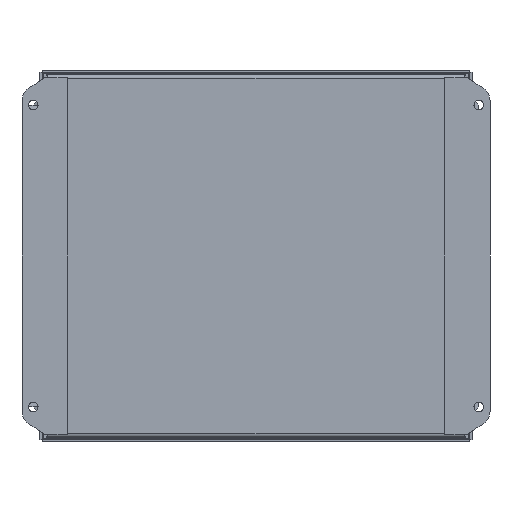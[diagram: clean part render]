
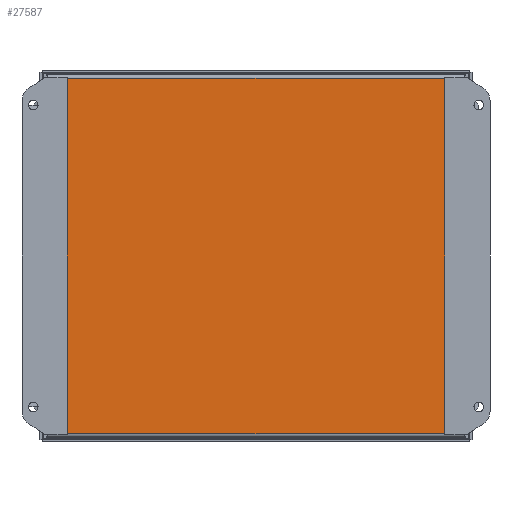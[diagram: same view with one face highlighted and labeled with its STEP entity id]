
A CAD part, left-side view. The second image highlights one B-rep face of the part: STEP entity #27587.
In plain terms, the highlighted face is planar.
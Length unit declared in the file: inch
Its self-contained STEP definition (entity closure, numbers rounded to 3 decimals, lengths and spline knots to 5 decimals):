
#115 = ORIENTED_EDGE ( 'NONE', *, *, #5883, .F. ) ;
#1361 = CARTESIAN_POINT ( 'NONE',  ( -5.892, 0., -6.892 ) ) ;
#1772 = VECTOR ( 'NONE', #2996, 39.37008 ) ;
#1857 = VERTEX_POINT ( 'NONE', #24577 ) ;
#2188 = LINE ( 'NONE', #28318, #1772 ) ;
#2247 = DIRECTION ( 'NONE',  ( -1., 0., 0. ) ) ;
#2618 = AXIS2_PLACEMENT_3D ( 'NONE', #27659, #12673, #4668 ) ;
#2996 = DIRECTION ( 'NONE',  ( 1., 0., 0. ) ) ;
#3256 = VECTOR ( 'NONE', #14018, 39.37008 ) ;
#3834 = ORIENTED_EDGE ( 'NONE', *, *, #32813, .F. ) ;
#4537 = VERTEX_POINT ( 'NONE', #11066 ) ;
#4668 = DIRECTION ( 'NONE',  ( 0., 0., -1. ) ) ;
#5883 = EDGE_CURVE ( 'NONE', #29338, #4537, #2188, .T. ) ;
#5951 = LINE ( 'NONE', #32414, #19448 ) ;
#6149 = CARTESIAN_POINT ( 'NONE',  ( -5.892, 0., -6.892 ) ) ;
#6976 = DIRECTION ( 'NONE',  ( 0., 0., 1. ) ) ;
#7197 = EDGE_CURVE ( 'NONE', #1857, #12213, #24035, .T. ) ;
#7955 = CARTESIAN_POINT ( 'NONE',  ( -5.892, 0., 6.892 ) ) ;
#11066 = CARTESIAN_POINT ( 'NONE',  ( 5.892, 0., -6.892 ) ) ;
#12213 = VERTEX_POINT ( 'NONE', #7955 ) ;
#12673 = DIRECTION ( 'NONE',  ( 0., -1., 0. ) ) ;
#14018 = DIRECTION ( 'NONE',  ( 0., 0., -1. ) ) ;
#14157 = ORIENTED_EDGE ( 'NONE', *, *, #24915, .F. ) ;
#15022 = EDGE_LOOP ( 'NONE', ( #115, #3834, #17395, #14157 ) ) ;
#15663 = VECTOR ( 'NONE', #2247, 39.37008 ) ;
#17395 = ORIENTED_EDGE ( 'NONE', *, *, #7197, .F. ) ;
#19448 = VECTOR ( 'NONE', #6976, 39.37008 ) ;
#19951 = LINE ( 'NONE', #6149, #3256 ) ;
#21978 = CARTESIAN_POINT ( 'NONE',  ( -5.892, 0., 6.892 ) ) ;
#24035 = LINE ( 'NONE', #21978, #15663 ) ;
#24577 = CARTESIAN_POINT ( 'NONE',  ( 5.892, 0., 6.892 ) ) ;
#24915 = EDGE_CURVE ( 'NONE', #4537, #1857, #5951, .T. ) ;
#26181 = FACE_OUTER_BOUND ( 'NONE', #15022, .T. ) ;
#27587 = ADVANCED_FACE ( 'NONE', ( #26181 ), #30122, .F. ) ;
#27659 = CARTESIAN_POINT ( 'NONE',  ( -6., 0., -7. ) ) ;
#28318 = CARTESIAN_POINT ( 'NONE',  ( 5.892, 0., -6.892 ) ) ;
#29338 = VERTEX_POINT ( 'NONE', #1361 ) ;
#30122 = PLANE ( 'NONE',  #2618 ) ;
#32414 = CARTESIAN_POINT ( 'NONE',  ( 5.892, 0., 6.892 ) ) ;
#32813 = EDGE_CURVE ( 'NONE', #12213, #29338, #19951, .T. ) ;
